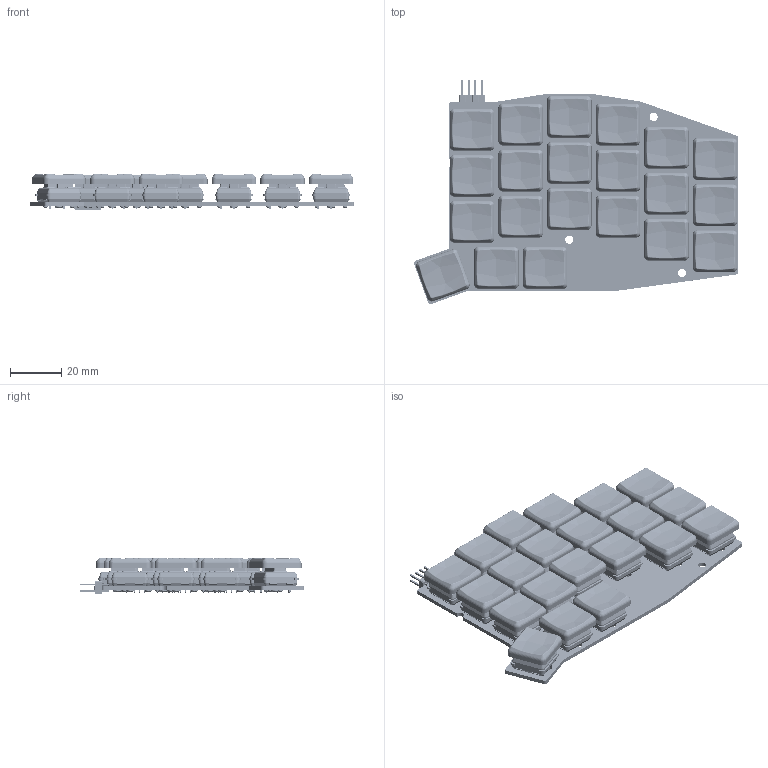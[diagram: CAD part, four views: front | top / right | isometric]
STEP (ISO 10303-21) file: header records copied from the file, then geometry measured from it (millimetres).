
FILE_DESCRIPTION(('KiCad electronic assembly'),'2;1');
FILE_NAME('PCB.step','2023-03-08T22:41:17',('Pcbnew'),('Kicad'), 'Open CASCADE STEP processor 7.6','KiCad to STEP converter','Unknown' );
FILE_SCHEMA(('AUTOMOTIVE_DESIGN { 1 0 10303 214 1 1 1 1 }'));
Length unit declared in the file: millimetre
Products named in the file (8): PCB 1; PinHeader_2x04_P2.54mm_Vertical; SOLID; Kailh LP Choc Burnt Orange; Keycap_MBK_1u; PCB
Assembly tree (47 placements, depth 3):
  PCB 1
    PinHeader_2x04_P2.54mm_Vertical
      SOLID
    Kailh LP Choc Burnt Orange  x21
      SOLID
    Keycap_MBK_1u  x21
      SOLID
    PCB
Bounding box: 126.72 x 87.76 x 14.26 mm (x, y, z)
Volume: 47505.4 mm3; surface area: 55927.2 mm2
Topology: 44 solids, 44 shells, 10458 faces, 26546 edges, 16444 vertices
Faces by surface type: plane 5119, cylinder 2861, bspline 861, cone 756, torus 588, sphere 273
Full cylindrical faces by diameter (mm): 1.7 x42, 2.762 x21, 2.826 x21, 2.893 x21, 3 x63, 3.007 x21, 3.2 x24
Entity records: 63827 total; most frequent: CARTESIAN_POINT 19107, DIRECTION 8019, LINE 5025, VECTOR 5025, ORIENTED_EDGE 4308, PCURVE 4308, DEFINITIONAL_REPRESENTATION 4308, EDGE_CURVE 2154
